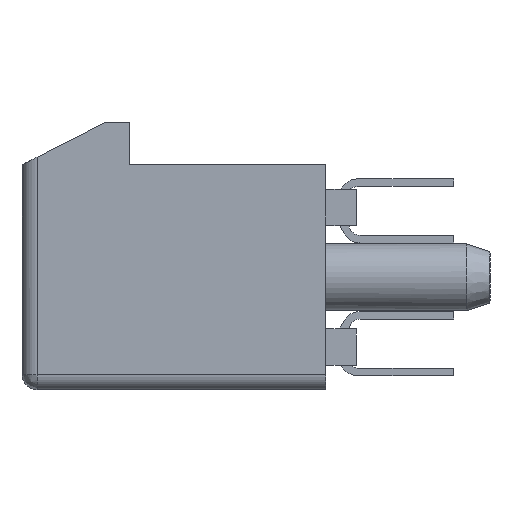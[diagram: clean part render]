
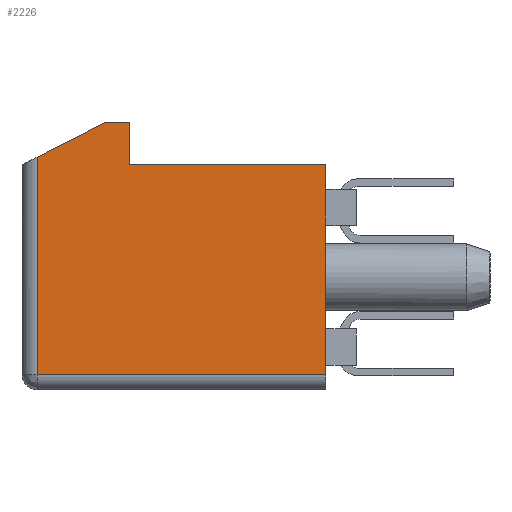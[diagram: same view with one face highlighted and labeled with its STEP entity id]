
A CAD part, left-side view. The second image highlights one B-rep face of the part: STEP entity #2226.
In plain terms, the highlighted planar face has unit normal (-1, 0, 0).
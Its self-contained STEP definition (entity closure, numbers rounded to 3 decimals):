
#952 = CARTESIAN_POINT ( 'NONE',  ( -14.5, 10.5, 0.95 ) ) ;
#1863 = EDGE_CURVE ( 'NONE', #17830, #11412, #32871, .T. ) ;
#2226 = ADVANCED_FACE ( 'NONE', ( #5548 ), #30635, .T. ) ;
#2340 = CARTESIAN_POINT ( 'NONE',  ( -14.5, 1., -3.2 ) ) ;
#2690 = VERTEX_POINT ( 'NONE', #13372 ) ;
#2720 = CARTESIAN_POINT ( 'NONE',  ( -14.5, 7.85, 5.1 ) ) ;
#3191 = VECTOR ( 'NONE', #12029, 1000. ) ;
#4106 = VERTEX_POINT ( 'NONE', #27277 ) ;
#5098 = VECTOR ( 'NONE', #30644, 1000. ) ;
#5292 = CARTESIAN_POINT ( 'NONE',  ( -14.5, 10.69, -3.366 ) ) ;
#5548 = FACE_OUTER_BOUND ( 'NONE', #13876, .T. ) ;
#5818 = DIRECTION ( 'NONE',  ( 0., -0.891, 0.454 ) ) ;
#5949 = VERTEX_POINT ( 'NONE', #36487 ) ;
#6544 = CARTESIAN_POINT ( 'NONE',  ( -14.5, 7.45, 5.1 ) ) ;
#7363 = VECTOR ( 'NONE', #13910, 1000. ) ;
#7412 = ORIENTED_EDGE ( 'NONE', *, *, #23420, .T. ) ;
#8479 = LINE ( 'NONE', #25706, #35721 ) ;
#10260 = VECTOR ( 'NONE', #5818, 1000. ) ;
#10570 = EDGE_CURVE ( 'NONE', #2690, #27630, #25656, .T. ) ;
#11412 = VERTEX_POINT ( 'NONE', #25353 ) ;
#11563 = ORIENTED_EDGE ( 'NONE', *, *, #17647, .F. ) ;
#12029 = DIRECTION ( 'NONE',  ( 0., 1., 0. ) ) ;
#12687 = AXIS2_PLACEMENT_3D ( 'NONE', #5292, #36252, #24978 ) ;
#13372 = CARTESIAN_POINT ( 'NONE',  ( -14.5, 1., 3.7 ) ) ;
#13710 = DIRECTION ( 'NONE',  ( 0., -1., 0. ) ) ;
#13876 = EDGE_LOOP ( 'NONE', ( #24525, #18508, #21839, #11563, #23440, #14738, #7412 ) ) ;
#13910 = DIRECTION ( 'NONE',  ( 0., 1., 0. ) ) ;
#14738 = ORIENTED_EDGE ( 'NONE', *, *, #19477, .T. ) ;
#15931 = EDGE_CURVE ( 'NONE', #17830, #27630, #35873, .T. ) ;
#16778 = CARTESIAN_POINT ( 'NONE',  ( -14.5, 11.055, 3.672 ) ) ;
#17573 = DIRECTION ( 'NONE',  ( 0., 0., 1. ) ) ;
#17647 = EDGE_CURVE ( 'NONE', #4106, #11412, #26978, .T. ) ;
#17830 = VERTEX_POINT ( 'NONE', #6544 ) ;
#18508 = ORIENTED_EDGE ( 'NONE', *, *, #15931, .F. ) ;
#19477 = EDGE_CURVE ( 'NONE', #5949, #24752, #21977, .T. ) ;
#21839 = ORIENTED_EDGE ( 'NONE', *, *, #1863, .T. ) ;
#21977 = LINE ( 'NONE', #22315, #35610 ) ;
#22315 = CARTESIAN_POINT ( 'NONE',  ( -14.5, 5.75, -3.2 ) ) ;
#23017 = CARTESIAN_POINT ( 'NONE',  ( -14.5, 7.45, 3.7 ) ) ;
#23420 = EDGE_CURVE ( 'NONE', #24752, #2690, #8479, .T. ) ;
#23440 = ORIENTED_EDGE ( 'NONE', *, *, #33371, .F. ) ;
#23711 = DIRECTION ( 'NONE',  ( 0., 0., 1. ) ) ;
#24525 = ORIENTED_EDGE ( 'NONE', *, *, #10570, .T. ) ;
#24752 = VERTEX_POINT ( 'NONE', #2340 ) ;
#24978 = DIRECTION ( 'NONE',  ( 0., -1., 0. ) ) ;
#25353 = CARTESIAN_POINT ( 'NONE',  ( -14.5, 8.25, 5.1 ) ) ;
#25656 = LINE ( 'NONE', #34262, #3191 ) ;
#25706 = CARTESIAN_POINT ( 'NONE',  ( -14.5, 1., -3.366 ) ) ;
#26809 = VECTOR ( 'NONE', #23711, 1000. ) ;
#26978 = LINE ( 'NONE', #16778, #10260 ) ;
#27277 = CARTESIAN_POINT ( 'NONE',  ( -14.5, 10.5, 3.955 ) ) ;
#27630 = VERTEX_POINT ( 'NONE', #23017 ) ;
#30635 = PLANE ( 'NONE',  #12687 ) ;
#30644 = DIRECTION ( 'NONE',  ( 0., 0., -1. ) ) ;
#32871 = LINE ( 'NONE', #2720, #7363 ) ;
#33371 = EDGE_CURVE ( 'NONE', #5949, #4106, #34311, .T. ) ;
#34262 = CARTESIAN_POINT ( 'NONE',  ( -14.5, 6., 3.7 ) ) ;
#34311 = LINE ( 'NONE', #952, #26809 ) ;
#35610 = VECTOR ( 'NONE', #13710, 1000. ) ;
#35721 = VECTOR ( 'NONE', #17573, 1000. ) ;
#35873 = LINE ( 'NONE', #35907, #5098 ) ;
#35907 = CARTESIAN_POINT ( 'NONE',  ( -14.5, 7.45, 0.95 ) ) ;
#36252 = DIRECTION ( 'NONE',  ( -1., 0., 0. ) ) ;
#36487 = CARTESIAN_POINT ( 'NONE',  ( -14.5, 10.5, -3.2 ) ) ;
